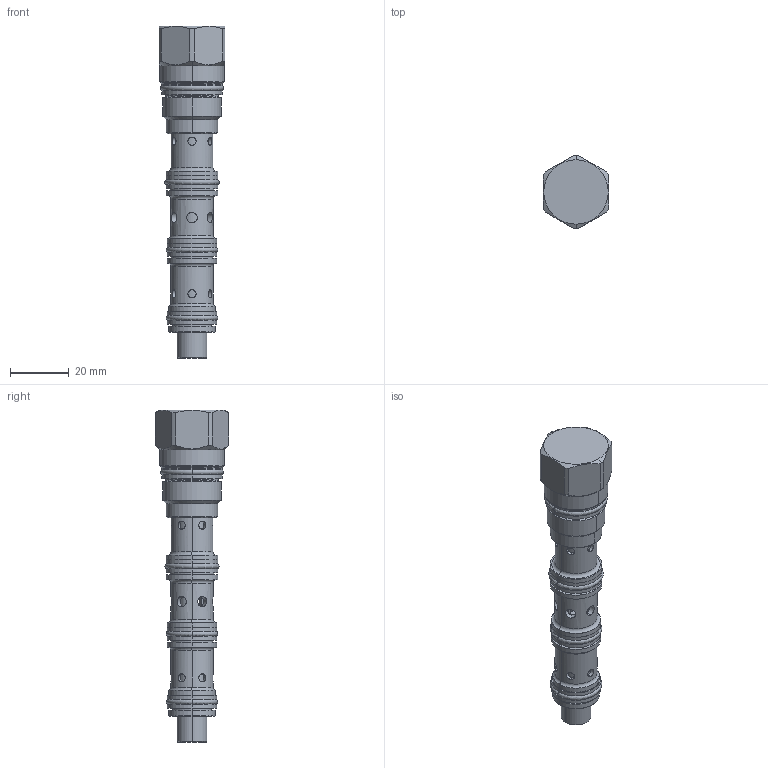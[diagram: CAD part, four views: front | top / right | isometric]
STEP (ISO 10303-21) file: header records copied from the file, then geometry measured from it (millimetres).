
FILE_DESCRIPTION((''),'2;1');
FILE_NAME('FSCS-XAN_PRT','2017-04-06T',('Administrator'),(''),'PRO/ENGINEER BY PARAMETRIC TECHNOLOGY CORPORATION, 2006240','PRO/ENGINEER BY PARAMETRIC TECHNOLOGY CORPORATION, 2006240','');
FILE_SCHEMA(('CONFIG_CONTROL_DESIGN'));
Length unit declared in the file: inch
Products named in the file (1): FSCS-XAN_PRT
Bounding box: 22.23 x 24.84 x 112.62 mm (x, y, z)
Volume: 22723.7 mm3; surface area: 17927.7 mm2
Topology: 8 solids, 8 shells, 727 faces, 1830 edges, 1140 vertices
Faces by surface type: cylinder 384, torus 141, plane 140, cone 46, revolution 16
Entity records: 32866 total; most frequent: CARTESIAN_POINT 15227, ORIENTED_EDGE 3652, DIRECTION 3626, EDGE_CURVE 1826, AXIS2_PLACEMENT_3D 1505, VERTEX_POINT 1140, EDGE_LOOP 958, CIRCLE 794
